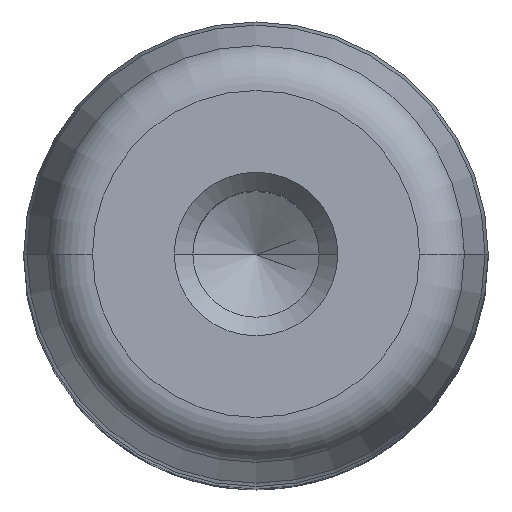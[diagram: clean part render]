
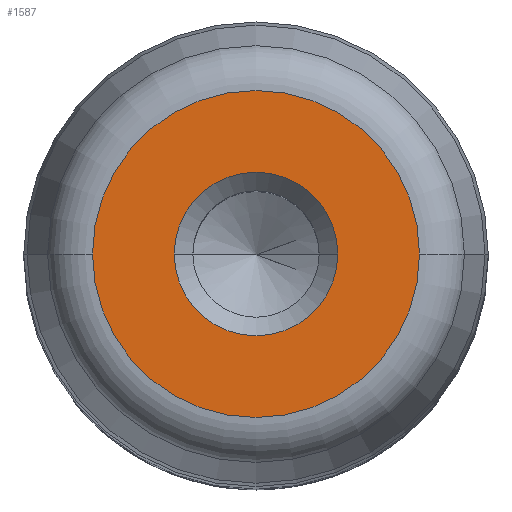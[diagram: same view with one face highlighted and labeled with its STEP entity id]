
A CAD part, top view. The second image highlights one B-rep face of the part: STEP entity #1587.
In plain terms, the highlighted planar face has unit normal (0, 0, 1).
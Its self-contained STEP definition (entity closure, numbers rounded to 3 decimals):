
#53 = CARTESIAN_POINT ( 'NONE',  ( 8.799, 0., 125. ) ) ;
#71 = EDGE_LOOP ( 'NONE', ( #3144, #1286 ) ) ;
#145 = AXIS2_PLACEMENT_3D ( 'NONE', #1300, #2525, #306 ) ;
#224 = EDGE_CURVE ( 'NONE', #3021, #612, #896, .T. ) ;
#230 = DIRECTION ( 'NONE',  ( -1., 0., 0. ) ) ;
#306 = DIRECTION ( 'NONE',  ( 1., 0., 0. ) ) ;
#344 = CARTESIAN_POINT ( 'NONE',  ( 0., 0., 125. ) ) ;
#354 = DIRECTION ( 'NONE',  ( 1., 0., 0. ) ) ;
#418 = EDGE_CURVE ( 'NONE', #2721, #1209, #1211, .T. ) ;
#429 = CIRCLE ( 'NONE', #1643, 8.799 ) ;
#440 = AXIS2_PLACEMENT_3D ( 'NONE', #2397, #2660, #662 ) ;
#612 = VERTEX_POINT ( 'NONE', #1852 ) ;
#662 = DIRECTION ( 'NONE',  ( 1., 0., 0. ) ) ;
#715 = CARTESIAN_POINT ( 'NONE',  ( 0., 0., 125. ) ) ;
#851 = EDGE_CURVE ( 'NONE', #612, #3021, #429, .T. ) ;
#896 = CIRCLE ( 'NONE', #1856, 8.799 ) ;
#898 = EDGE_LOOP ( 'NONE', ( #2248, #2906 ) ) ;
#941 = FACE_OUTER_BOUND ( 'NONE', #71, .T. ) ;
#1063 = FACE_BOUND ( 'NONE', #898, .T. ) ;
#1069 = AXIS2_PLACEMENT_3D ( 'NONE', #344, #1840, #354 ) ;
#1208 = DIRECTION ( 'NONE',  ( 0., 0., -1. ) ) ;
#1209 = VERTEX_POINT ( 'NONE', #2020 ) ;
#1211 = CIRCLE ( 'NONE', #145, 4.4 ) ;
#1286 = ORIENTED_EDGE ( 'NONE', *, *, #224, .F. ) ;
#1300 = CARTESIAN_POINT ( 'NONE',  ( 0., 0., 125. ) ) ;
#1587 = ADVANCED_FACE ( 'NONE', ( #1063, #941 ), #2183, .T. ) ;
#1643 = AXIS2_PLACEMENT_3D ( 'NONE', #3068, #2579, #2033 ) ;
#1840 = DIRECTION ( 'NONE',  ( 0., 0., -1. ) ) ;
#1852 = CARTESIAN_POINT ( 'NONE',  ( -8.799, 0., 125. ) ) ;
#1856 = AXIS2_PLACEMENT_3D ( 'NONE', #715, #1208, #230 ) ;
#2020 = CARTESIAN_POINT ( 'NONE',  ( -4.4, 0., 125. ) ) ;
#2033 = DIRECTION ( 'NONE',  ( -1., 0., 0. ) ) ;
#2183 = PLANE ( 'NONE',  #440 ) ;
#2248 = ORIENTED_EDGE ( 'NONE', *, *, #418, .T. ) ;
#2397 = CARTESIAN_POINT ( 'NONE',  ( 0., 0., 125. ) ) ;
#2432 = CIRCLE ( 'NONE', #1069, 4.4 ) ;
#2525 = DIRECTION ( 'NONE',  ( 0., 0., -1. ) ) ;
#2579 = DIRECTION ( 'NONE',  ( 0., 0., -1. ) ) ;
#2660 = DIRECTION ( 'NONE',  ( 0., 0., 1. ) ) ;
#2721 = VERTEX_POINT ( 'NONE', #3020 ) ;
#2787 = EDGE_CURVE ( 'NONE', #1209, #2721, #2432, .T. ) ;
#2906 = ORIENTED_EDGE ( 'NONE', *, *, #2787, .T. ) ;
#3020 = CARTESIAN_POINT ( 'NONE',  ( 4.4, 0., 125. ) ) ;
#3021 = VERTEX_POINT ( 'NONE', #53 ) ;
#3068 = CARTESIAN_POINT ( 'NONE',  ( 0., 0., 125. ) ) ;
#3144 = ORIENTED_EDGE ( 'NONE', *, *, #851, .F. ) ;
